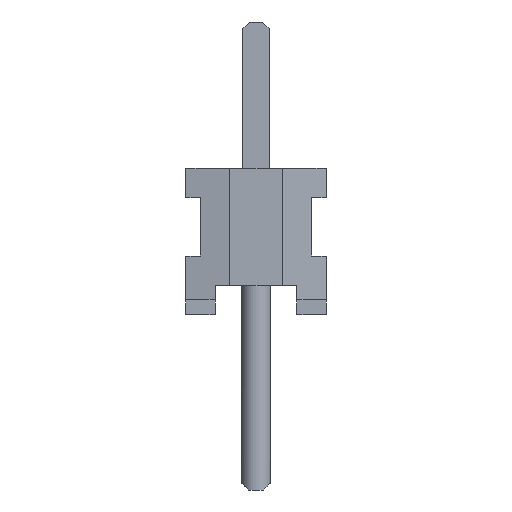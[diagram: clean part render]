
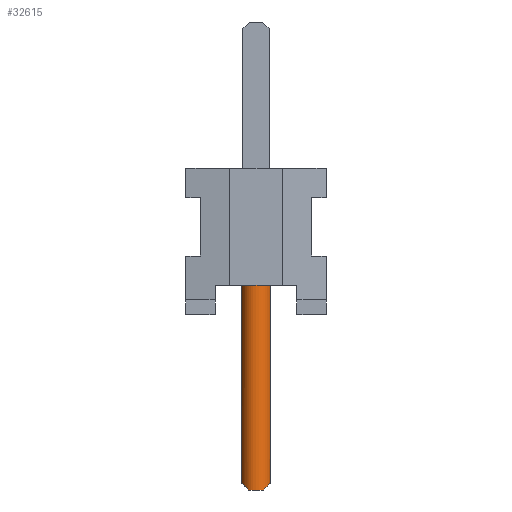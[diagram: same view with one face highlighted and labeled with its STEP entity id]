
A CAD part, left-side view. The second image highlights one B-rep face of the part: STEP entity #32615.
In plain terms, the highlighted cylindrical face has radius 0.254 mm (diameter 0.508 mm), a full revolution.
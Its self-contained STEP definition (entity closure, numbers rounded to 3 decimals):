
#30941 = EDGE_CURVE('',#30942,#30944,#30946,.T.);
#30942 = VERTEX_POINT('',#30943);
#30943 = CARTESIAN_POINT('',(-15.494,0.,1.27));
#30944 = VERTEX_POINT('',#30945);
#30945 = CARTESIAN_POINT('',(-15.02,0.127,1.27));
#30946 = CIRCLE('',#30947,0.254);
#30947 = AXIS2_PLACEMENT_3D('',#30948,#30949,#30950);
#30948 = CARTESIAN_POINT('',(-15.24,0.,1.27));
#30949 = DIRECTION('',(0.,0.,1.));
#30950 = DIRECTION('',(1.,0.,0.));
#30952 = EDGE_CURVE('',#30944,#30942,#30953,.T.);
#30953 = CIRCLE('',#30954,0.254);
#30954 = AXIS2_PLACEMENT_3D('',#30955,#30956,#30957);
#30955 = CARTESIAN_POINT('',(-15.24,0.,1.27));
#30956 = DIRECTION('',(0.,0.,1.));
#30957 = DIRECTION('',(1.,0.,0.));
#32615 = ADVANCED_FACE('',(#32616),#32662,.T.);
#32616 = FACE_BOUND('',#32617,.T.);
#32617 = EDGE_LOOP('',(#32618,#32619,#32626,#32635,#32644,#32653,#32660,
    #32661));
#32618 = ORIENTED_EDGE('',*,*,#30952,.F.);
#32619 = ORIENTED_EDGE('',*,*,#32620,.T.);
#32620 = EDGE_CURVE('',#30944,#32621,#32623,.T.);
#32621 = VERTEX_POINT('',#32622);
#32622 = CARTESIAN_POINT('',(-15.02,0.127,-3.048));
#32623 = B_SPLINE_CURVE_WITH_KNOTS('',1,(#32624,#32625),.UNSPECIFIED.,
  .F.,.F.,(2,2),(0.,4.318),.PIECEWISE_BEZIER_KNOTS.);
#32624 = CARTESIAN_POINT('',(-15.02,0.127,1.27));
#32625 = CARTESIAN_POINT('',(-15.02,0.127,-3.048));
#32626 = ORIENTED_EDGE('',*,*,#32627,.T.);
#32627 = EDGE_CURVE('',#32621,#32628,#32630,.T.);
#32628 = VERTEX_POINT('',#32629);
#32629 = CARTESIAN_POINT('',(-15.46,0.127,-3.048));
#32630 = ELLIPSE('',#32631,0.359,0.254);
#32631 = AXIS2_PLACEMENT_3D('',#32632,#32633,#32634);
#32632 = CARTESIAN_POINT('',(-15.24,0.,-3.175));
#32633 = DIRECTION('',(0.,-0.707,0.707));
#32634 = DIRECTION('',(0.,-0.707,-0.707));
#32635 = ORIENTED_EDGE('',*,*,#32636,.T.);
#32636 = EDGE_CURVE('',#32628,#32637,#32639,.T.);
#32637 = VERTEX_POINT('',#32638);
#32638 = CARTESIAN_POINT('',(-15.46,-0.127,-3.048));
#32639 = CIRCLE('',#32640,0.254);
#32640 = AXIS2_PLACEMENT_3D('',#32641,#32642,#32643);
#32641 = CARTESIAN_POINT('',(-15.24,0.,-3.048));
#32642 = DIRECTION('',(0.,0.,1.));
#32643 = DIRECTION('',(0.,-1.,0.));
#32644 = ORIENTED_EDGE('',*,*,#32645,.T.);
#32645 = EDGE_CURVE('',#32637,#32646,#32648,.T.);
#32646 = VERTEX_POINT('',#32647);
#32647 = CARTESIAN_POINT('',(-15.02,-0.127,-3.048));
#32648 = ELLIPSE('',#32649,0.359,0.254);
#32649 = AXIS2_PLACEMENT_3D('',#32650,#32651,#32652);
#32650 = CARTESIAN_POINT('',(-15.24,0.,-3.175));
#32651 = DIRECTION('',(0.,0.707,0.707));
#32652 = DIRECTION('',(0.,0.707,-0.707));
#32653 = ORIENTED_EDGE('',*,*,#32654,.T.);
#32654 = EDGE_CURVE('',#32646,#32621,#32655,.T.);
#32655 = CIRCLE('',#32656,0.254);
#32656 = AXIS2_PLACEMENT_3D('',#32657,#32658,#32659);
#32657 = CARTESIAN_POINT('',(-15.24,0.,-3.048));
#32658 = DIRECTION('',(0.,0.,1.));
#32659 = DIRECTION('',(0.,-1.,0.));
#32660 = ORIENTED_EDGE('',*,*,#32620,.F.);
#32661 = ORIENTED_EDGE('',*,*,#30941,.F.);
#32662 = CYLINDRICAL_SURFACE('',#32663,0.254);
#32663 = AXIS2_PLACEMENT_3D('',#32664,#32665,#32666);
#32664 = CARTESIAN_POINT('',(-15.24,0.,1.27));
#32665 = DIRECTION('',(0.,0.,-1.));
#32666 = DIRECTION('',(0.,1.,0.));
